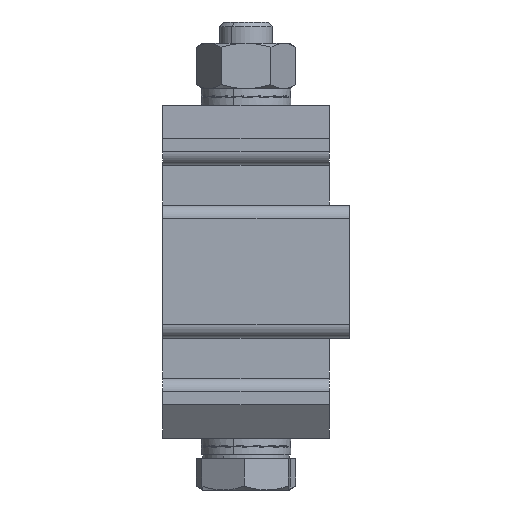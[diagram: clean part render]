
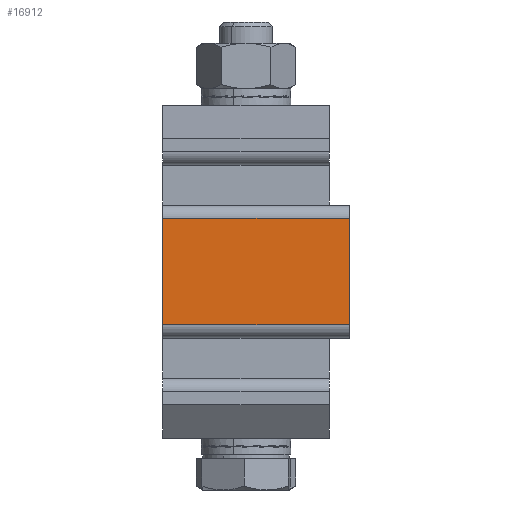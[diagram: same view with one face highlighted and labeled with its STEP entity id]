
A CAD part, left-side view. The second image highlights one B-rep face of the part: STEP entity #16912.
In plain terms, the highlighted planar face has unit normal (-1, 0, 0).
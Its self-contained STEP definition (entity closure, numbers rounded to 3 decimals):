
#84 = DIRECTION ( 'NONE',  ( 0., 0., 1. ) ) ;
#1519 = VERTEX_POINT ( 'NONE', #13115 ) ;
#2542 = FACE_OUTER_BOUND ( 'NONE', #12724, .T. ) ;
#2567 = VECTOR ( 'NONE', #6177, 1000. ) ;
#2810 = CARTESIAN_POINT ( 'NONE',  ( -130., -15.5, 8. ) ) ;
#2888 = CARTESIAN_POINT ( 'NONE',  ( -130., 12.5, 24. ) ) ;
#2986 = LINE ( 'NONE', #5351, #15336 ) ;
#3140 = LINE ( 'NONE', #7477, #4927 ) ;
#3872 = VERTEX_POINT ( 'NONE', #2810 ) ;
#3881 = EDGE_CURVE ( 'NONE', #1519, #6410, #13074, .T. ) ;
#4000 = CARTESIAN_POINT ( 'NONE',  ( -130., 12.5, 8. ) ) ;
#4080 = PLANE ( 'NONE',  #18453 ) ;
#4124 = ORIENTED_EDGE ( 'NONE', *, *, #5983, .T. ) ;
#4305 = ORIENTED_EDGE ( 'NONE', *, *, #10737, .F. ) ;
#4927 = VECTOR ( 'NONE', #19276, 1000. ) ;
#5351 = CARTESIAN_POINT ( 'NONE',  ( -130., -15.5, 8. ) ) ;
#5983 = EDGE_CURVE ( 'NONE', #6127, #3872, #2986, .T. ) ;
#6127 = VERTEX_POINT ( 'NONE', #4000 ) ;
#6177 = DIRECTION ( 'NONE',  ( 0., 1., 0. ) ) ;
#6410 = VERTEX_POINT ( 'NONE', #14950 ) ;
#7477 = CARTESIAN_POINT ( 'NONE',  ( -130., -15.5, 6. ) ) ;
#10737 = EDGE_CURVE ( 'NONE', #6127, #6410, #11817, .T. ) ;
#11817 = LINE ( 'NONE', #19101, #15150 ) ;
#12258 = DIRECTION ( 'NONE',  ( 0., 0., -1. ) ) ;
#12724 = EDGE_LOOP ( 'NONE', ( #14199, #13533, #4305, #4124 ) ) ;
#13074 = LINE ( 'NONE', #2888, #2567 ) ;
#13115 = CARTESIAN_POINT ( 'NONE',  ( -130., -15.5, 24. ) ) ;
#13533 = ORIENTED_EDGE ( 'NONE', *, *, #3881, .T. ) ;
#14199 = ORIENTED_EDGE ( 'NONE', *, *, #15487, .T. ) ;
#14950 = CARTESIAN_POINT ( 'NONE',  ( -130., 12.5, 24. ) ) ;
#15150 = VECTOR ( 'NONE', #84, 1000. ) ;
#15336 = VECTOR ( 'NONE', #18406, 1000. ) ;
#15487 = EDGE_CURVE ( 'NONE', #3872, #1519, #3140, .T. ) ;
#16912 = ADVANCED_FACE ( 'NONE', ( #2542 ), #4080, .F. ) ;
#18406 = DIRECTION ( 'NONE',  ( 0., -1., 0. ) ) ;
#18453 = AXIS2_PLACEMENT_3D ( 'NONE', #20546, #20614, #12258 ) ;
#19101 = CARTESIAN_POINT ( 'NONE',  ( -130., 12.5, 6. ) ) ;
#19276 = DIRECTION ( 'NONE',  ( 0., 0., 1. ) ) ;
#20546 = CARTESIAN_POINT ( 'NONE',  ( -130., 12.5, 6. ) ) ;
#20614 = DIRECTION ( 'NONE',  ( 1., 0., 0. ) ) ;
